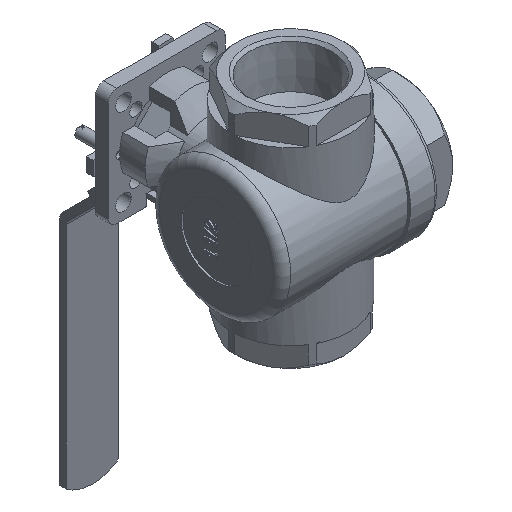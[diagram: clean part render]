
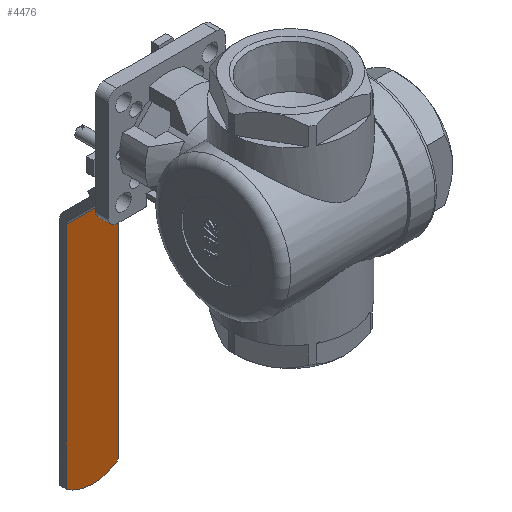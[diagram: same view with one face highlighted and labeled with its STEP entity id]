
A CAD part, isometric view. The second image highlights one B-rep face of the part: STEP entity #4476.
In plain terms, the highlighted planar face has unit normal (0, -1, 0).
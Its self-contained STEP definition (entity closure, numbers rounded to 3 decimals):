
#336=CIRCLE('',#4927,25.);
#1374=ORIENTED_EDGE('',*,*,#2101,.T.);
#1375=ORIENTED_EDGE('',*,*,#2156,.T.);
#1376=ORIENTED_EDGE('',*,*,#2157,.T.);
#1377=ORIENTED_EDGE('',*,*,#2158,.T.);
#2101=EDGE_CURVE('',#2581,#2580,#2956,.T.);
#2156=EDGE_CURVE('',#2580,#2622,#336,.F.);
#2157=EDGE_CURVE('',#2622,#2623,#3001,.T.);
#2158=EDGE_CURVE('',#2623,#2581,#3002,.T.);
#2580=VERTEX_POINT('',#7653);
#2581=VERTEX_POINT('',#7655);
#2622=VERTEX_POINT('',#7759);
#2623=VERTEX_POINT('',#7761);
#2956=LINE('',#7654,#3358);
#3001=LINE('',#7760,#3403);
#3002=LINE('',#7762,#3404);
#3358=VECTOR('',#5949,1000.);
#3403=VECTOR('',#6032,1000.);
#3404=VECTOR('',#6033,1000.);
#3731=EDGE_LOOP('',(#1374,#1375,#1376,#1377));
#4053=FACE_BOUND('',#3731,.T.);
#4243=PLANE('',#4926);
#4476=ADVANCED_FACE('',(#4053),#4243,.F.);
#4926=AXIS2_PLACEMENT_3D('',#7757,#6028,#6029);
#4927=AXIS2_PLACEMENT_3D('',#7758,#6030,#6031);
#5949=DIRECTION('',(0.,0.,-1.));
#6028=DIRECTION('',(0.,1.,0.));
#6029=DIRECTION('',(0.,0.,1.));
#6030=DIRECTION('',(0.,1.,0.));
#6031=DIRECTION('',(0.,0.,1.));
#6032=DIRECTION('',(0.,0.,1.));
#6033=DIRECTION('',(-1.,0.,0.));
#7653=CARTESIAN_POINT('',(-15.,35.,-192.9));
#7654=CARTESIAN_POINT('',(-15.,35.,-60.686));
#7655=CARTESIAN_POINT('',(-15.,35.,-61.928));
#7757=CARTESIAN_POINT('',(59.1,35.,-60.686));
#7758=CARTESIAN_POINT('',(0.,35.,-172.9));
#7759=CARTESIAN_POINT('',(15.,35.,-192.9));
#7760=CARTESIAN_POINT('',(15.,35.,-60.686));
#7761=CARTESIAN_POINT('',(15.,35.,-61.928));
#7762=CARTESIAN_POINT('',(18.,35.,-61.928));
